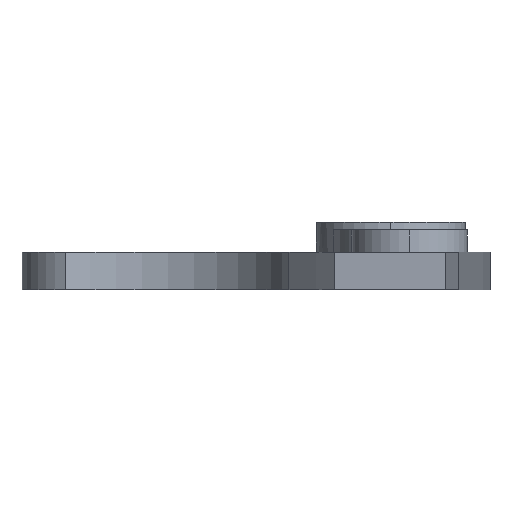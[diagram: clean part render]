
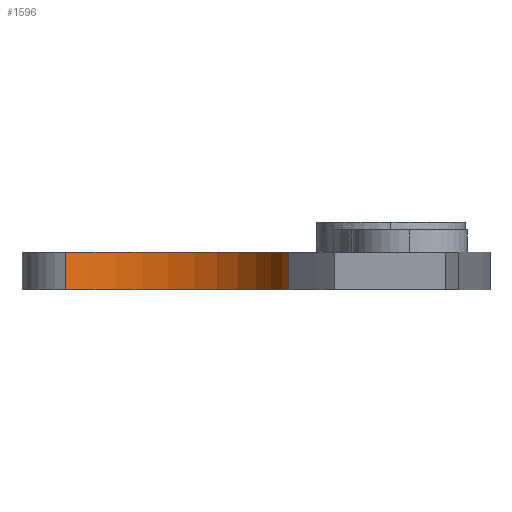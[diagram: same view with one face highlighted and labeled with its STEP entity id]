
A CAD part, left-side view. The second image highlights one B-rep face of the part: STEP entity #1596.
In plain terms, the highlighted cylindrical face has radius 21.119 mm (diameter 42.237 mm), a partial arc.
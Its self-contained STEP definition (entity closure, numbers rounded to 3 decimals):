
#237 = ORIENTED_EDGE ( 'NONE', *, *, #1393, .F. ) ;
#329 = DIRECTION ( 'NONE',  ( 0., 0., -1. ) ) ;
#335 = VERTEX_POINT ( 'NONE', #964 ) ;
#368 = DIRECTION ( 'NONE',  ( 0., 0., -1. ) ) ;
#484 = DIRECTION ( 'NONE',  ( 1., 0., 0. ) ) ;
#609 = DIRECTION ( 'NONE',  ( 0., 0., -1. ) ) ;
#650 = VECTOR ( 'NONE', #329, 1000. ) ;
#653 = CARTESIAN_POINT ( 'NONE',  ( -14.69, 13.657, 43.195 ) ) ;
#686 = CYLINDRICAL_SURFACE ( 'NONE', #2048, 21.119 ) ;
#703 = VECTOR ( 'NONE', #368, 1000. ) ;
#757 = DIRECTION ( 'NONE',  ( 0., 0., -1. ) ) ;
#786 = CARTESIAN_POINT ( 'NONE',  ( 0.643, 43.674, 0. ) ) ;
#822 = CIRCLE ( 'NONE', #2102, 21.119 ) ;
#932 = EDGE_CURVE ( 'NONE', #1018, #1710, #1346, .T. ) ;
#964 = CARTESIAN_POINT ( 'NONE',  ( -14.69, 13.657, 5. ) ) ;
#1018 = VERTEX_POINT ( 'NONE', #786 ) ;
#1046 = CARTESIAN_POINT ( 'NONE',  ( -18.357, 34.454, 43.195 ) ) ;
#1073 = ORIENTED_EDGE ( 'NONE', *, *, #1439, .F. ) ;
#1125 = ORIENTED_EDGE ( 'NONE', *, *, #1838, .T. ) ;
#1184 = FACE_OUTER_BOUND ( 'NONE', #1895, .T. ) ;
#1186 = LINE ( 'NONE', #1196, #703 ) ;
#1194 = DIRECTION ( 'NONE',  ( -1., 0., 0. ) ) ;
#1196 = CARTESIAN_POINT ( 'NONE',  ( 0.643, 43.674, 43.195 ) ) ;
#1217 = AXIS2_PLACEMENT_3D ( 'NONE', #1574, #757, #1421 ) ;
#1346 = CIRCLE ( 'NONE', #1217, 21.119 ) ;
#1385 = ORIENTED_EDGE ( 'NONE', *, *, #932, .T. ) ;
#1393 = EDGE_CURVE ( 'NONE', #335, #1710, #1937, .T. ) ;
#1421 = DIRECTION ( 'NONE',  ( -1., 0., 0. ) ) ;
#1439 = EDGE_CURVE ( 'NONE', #1756, #335, #822, .T. ) ;
#1461 = CARTESIAN_POINT ( 'NONE',  ( -18.357, 34.454, 5. ) ) ;
#1574 = CARTESIAN_POINT ( 'NONE',  ( -18.357, 34.454, 0. ) ) ;
#1596 = ADVANCED_FACE ( 'NONE', ( #1184 ), #686, .F. ) ;
#1710 = VERTEX_POINT ( 'NONE', #2131 ) ;
#1756 = VERTEX_POINT ( 'NONE', #1817 ) ;
#1817 = CARTESIAN_POINT ( 'NONE',  ( 0.643, 43.674, 5. ) ) ;
#1838 = EDGE_CURVE ( 'NONE', #1756, #1018, #1186, .T. ) ;
#1895 = EDGE_LOOP ( 'NONE', ( #1073, #1125, #1385, #237 ) ) ;
#1937 = LINE ( 'NONE', #653, #650 ) ;
#2012 = DIRECTION ( 'NONE',  ( 0., 0., -1. ) ) ;
#2048 = AXIS2_PLACEMENT_3D ( 'NONE', #1046, #2012, #1194 ) ;
#2102 = AXIS2_PLACEMENT_3D ( 'NONE', #1461, #609, #484 ) ;
#2131 = CARTESIAN_POINT ( 'NONE',  ( -14.69, 13.657, 0. ) ) ;
